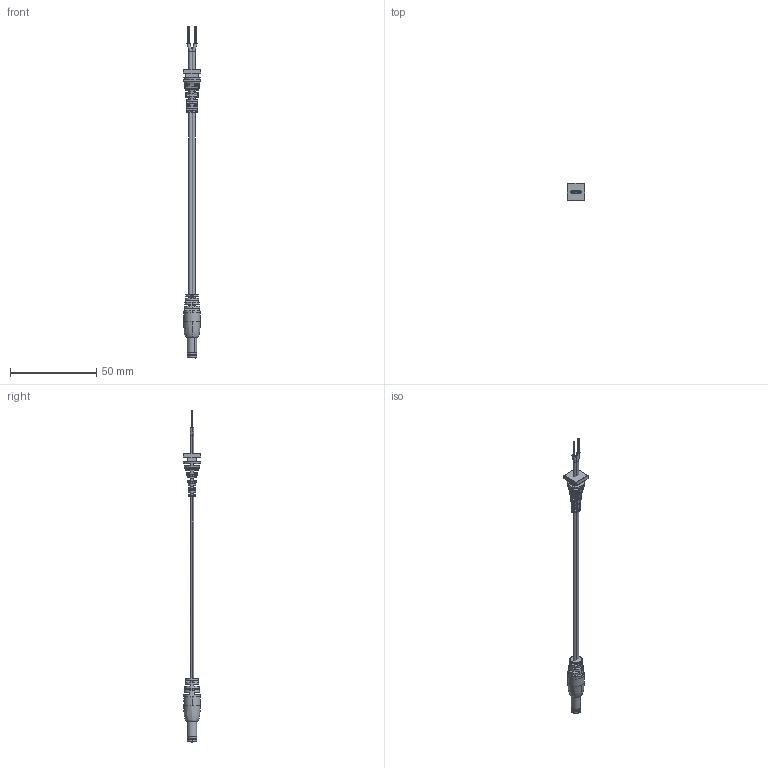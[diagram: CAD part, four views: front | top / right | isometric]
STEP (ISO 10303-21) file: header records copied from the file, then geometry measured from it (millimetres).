
FILE_DESCRIPTION (( 'STEP AP203' ), '1' );
FILE_NAME ('10-02955_revA.STEP', '2018-03-28T23:12:29', ( '' ), ( '' ), 'SwSTEP 2.0', 'SolidWorks 2015', '' );
FILE_SCHEMA (( 'CONFIG_CONTROL_DESIGN' ));
Length unit declared in the file: millimetre
Products named in the file (8): 50-00024 insulator; 30-00003_stripped and tinned; 50-00024 contact; 50-00024 shell; 24-00251; 10-02955_revA; 50-00024; 24-00003
Assembly tree (7 placements, depth 3):
  10-02955_revA
    30-00003_stripped and tinned
    24-00003
    50-00024
      50-00024 contact
      50-00024 insulator
      50-00024 shell
    24-00251
Bounding box: 10 x 10 x 192.68 mm (x, y, z)
Volume: 3286.6 mm3; surface area: 9087.4 mm2
Topology: 61 solids, 61 shells, 767 faces, 1762 edges, 1125 vertices
Faces by surface type: plane 281, cylinder 259, bspline 169, cone 26, torus 24, sphere 8
Entity records: 31881 total; most frequent: CARTESIAN_POINT 14639, ORIENTED_EDGE 3508, DIRECTION 3188, EDGE_CURVE 1754, AXIS2_PLACEMENT_3D 1316, VERTEX_POINT 1125, EDGE_LOOP 833, FACE_OUTER_BOUND 767
